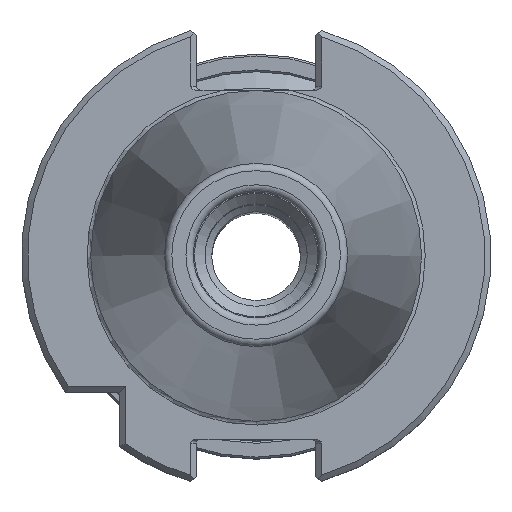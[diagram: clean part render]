
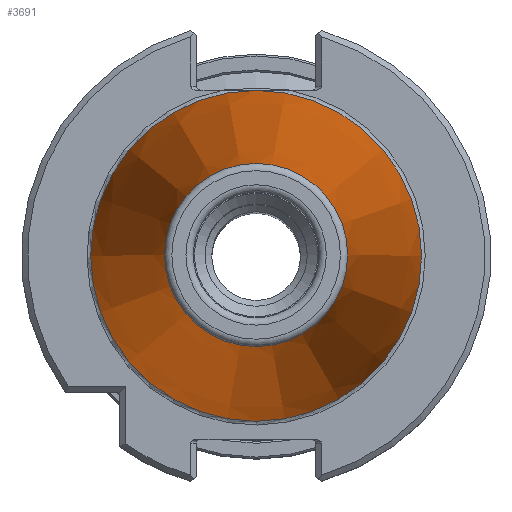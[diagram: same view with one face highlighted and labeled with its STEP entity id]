
A CAD part, top view. The second image highlights one B-rep face of the part: STEP entity #3691.
In plain terms, the highlighted conical face has half-angle 8.297 degrees and reference radius 22.395 mm.
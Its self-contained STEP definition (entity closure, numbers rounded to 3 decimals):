
#417=CONICAL_SURFACE('',#3947,22.395,0.145);
#899=ORIENTED_EDGE('',*,*,#1325,.F.);
#900=ORIENTED_EDGE('',*,*,#1250,.T.);
#1250=EDGE_CURVE('',#1544,#1544,#1686,.T.);
#1325=EDGE_CURVE('',#1573,#1573,#1710,.T.);
#1544=VERTEX_POINT('',#5340);
#1573=VERTEX_POINT('',#5546);
#1686=CIRCLE('',#3859,22.395);
#1710=CIRCLE('',#3948,12.397);
#1893=EDGE_LOOP('',(#899));
#1894=EDGE_LOOP('',(#900));
#2160=FACE_BOUND('',#1893,.T.);
#2161=FACE_BOUND('',#1894,.T.);
#3691=ADVANCED_FACE('',(#2160,#2161),#417,.T.);
#3859=AXIS2_PLACEMENT_3D('',#5339,#4344,#4345);
#3947=AXIS2_PLACEMENT_3D('',#5544,#4546,#4547);
#3948=AXIS2_PLACEMENT_3D('',#5545,#4548,#4549);
#4344=DIRECTION('',(0.,0.,1.));
#4345=DIRECTION('',(1.,0.,0.));
#4546=DIRECTION('',(0.,0.,-1.));
#4547=DIRECTION('',(-1.,0.,0.));
#4548=DIRECTION('',(0.,0.,1.));
#4549=DIRECTION('',(1.,0.,0.));
#5339=CARTESIAN_POINT('',(0.,0.,-1.163));
#5340=CARTESIAN_POINT('',(22.395,0.,-1.163));
#5544=CARTESIAN_POINT('',(0.,0.,-1.163));
#5545=CARTESIAN_POINT('',(0.,0.,67.394));
#5546=CARTESIAN_POINT('',(12.397,0.,67.394));
